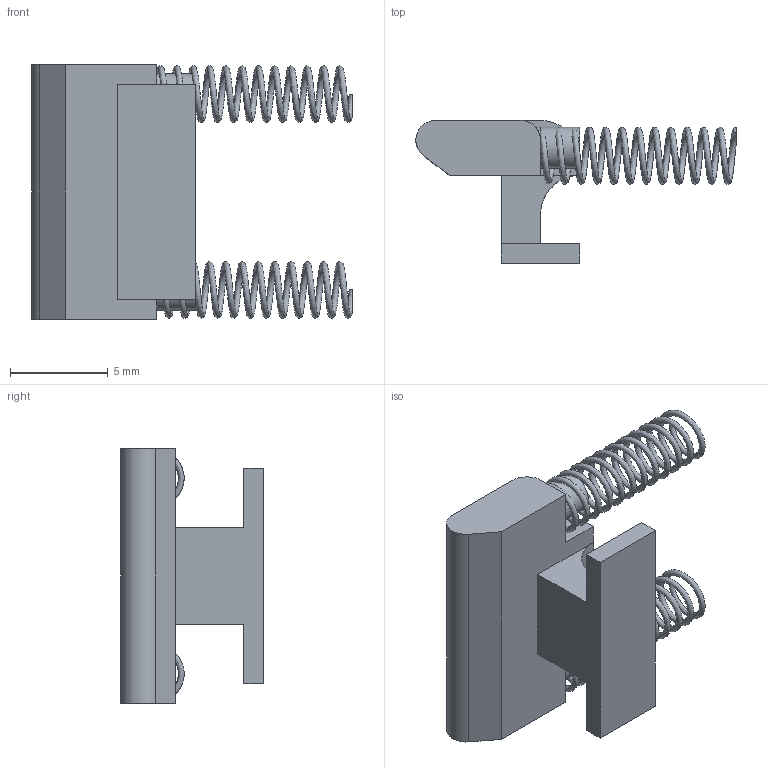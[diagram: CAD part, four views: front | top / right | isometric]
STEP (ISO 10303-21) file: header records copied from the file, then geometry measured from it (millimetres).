
FILE_DESCRIPTION(/* description */ (''),/* implementation_level */ '2;1');
FILE_NAME(/* name */ 'akb_clamp.step',/* time_stamp */ '2025-11-29T23:52:58+03:00',/* author */ (''),/* organization */ (''),/* preprocessor_version */ 'ST-DEVELOPER v20.1',/* originating_system */ 'Autodesk Translation Framework v14.21.0.0',/* authorisation */ '');
FILE_SCHEMA (('AUTOMOTIVE_DESIGN { 1 0 10303 214 3 1 1 }'));
Length unit declared in the file: millimetre
Products named in the file (3): akb_clamp (v10~recovered); Component1; Component2
Assembly tree (3 placements, depth 2):
  akb_clamp (v10~recovered)
    Component1
    Component2  x2
Bounding box: 16.37 x 7.3 x 13 mm (x, y, z)
Volume: 357.1 mm3; surface area: 638.9 mm2
Topology: 3 solids, 3 shells, 38 faces, 94 edges, 62 vertices
Faces by surface type: plane 29, cylinder 7, bspline 2
Full cylindrical faces by diameter (mm): 2.1 x2
Entity records: 2689 total; most frequent: CARTESIAN_POINT 1775, DIRECTION 174, ORIENTED_EDGE 170, EDGE_CURVE 85, LINE 60, VECTOR 60, AXIS2_PLACEMENT_3D 57, VERTEX_POINT 56
